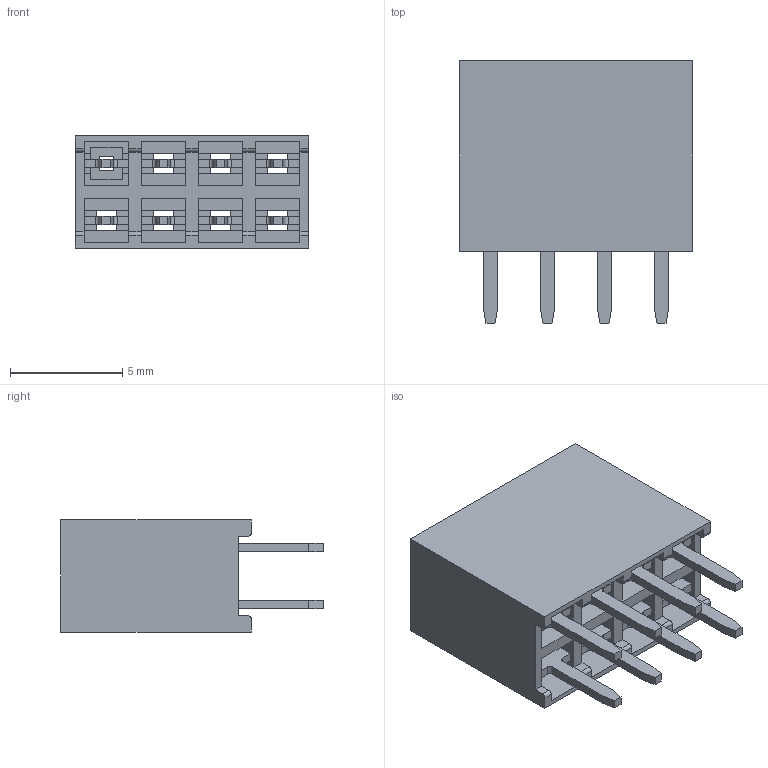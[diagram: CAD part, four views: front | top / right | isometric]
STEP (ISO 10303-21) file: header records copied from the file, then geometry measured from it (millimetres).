
FILE_DESCRIPTION(('STEP AP214'),'1');
FILE_NAME('female_header_a-bl254-dg-g08d.stp','2017-04-01T04:44:32',('TraceParts'),('TraceParts S.A.'),'Spatial InterOp 3D',' ',' ');
FILE_SCHEMA(('automotive_design'));
Length unit declared in the file: millimetre
Products named in the file (1): female_header_a-bl254-dg-g08d
Bounding box: 10.41 x 11.7 x 5 mm (x, y, z)
Volume: 194.8 mm3; surface area: 943.5 mm2
Topology: 1 solids, 1 shells, 266 faces, 810 edges, 540 vertices
Faces by surface type: plane 240, cylinder 26
Entity records: 11134 total; most frequent: ORIENTED_EDGE 1620, CARTESIAN_POINT 1617, DIRECTION 1396, EDGE_CURVE 810, LINE 758, VECTOR 758, VERTEX_POINT 540, AXIS2_PLACEMENT_3D 319
